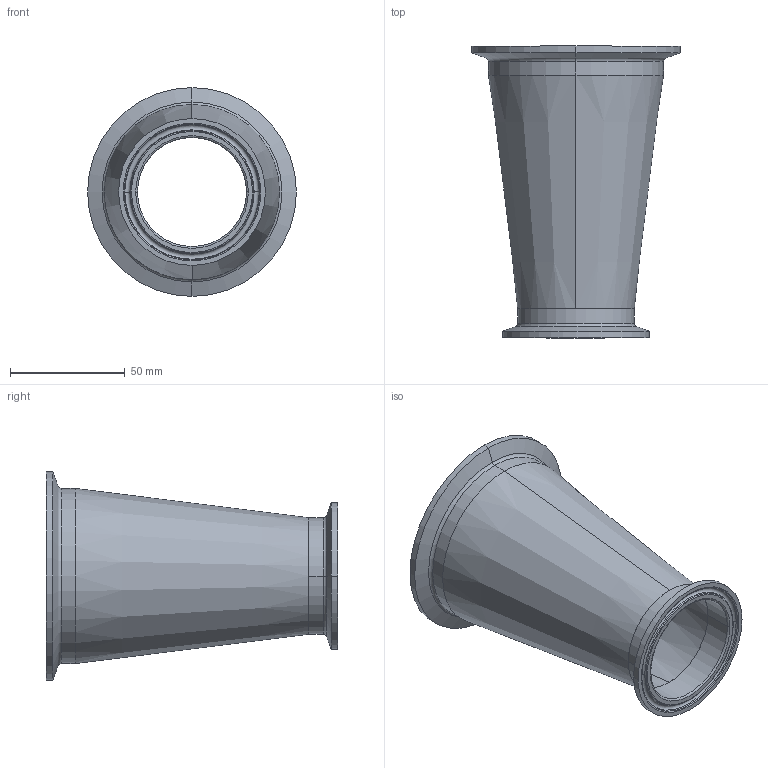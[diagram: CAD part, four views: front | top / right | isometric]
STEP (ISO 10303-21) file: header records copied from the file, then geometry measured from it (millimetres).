
FILE_DESCRIPTION (( 'STEP AP214' ), '1' );
FILE_NAME ('DT21C 76.2x50.8 B.STEP', '2014-03-18T02:53:31', ( '' ), ( '' ), 'SwSTEP 2.0', 'SolidWorks 2013', '' );
FILE_SCHEMA (( 'AUTOMOTIVE_DESIGN' ));
Length unit declared in the file: inch
Products named in the file (4): 21C 50.8; DT21C 76.2x50.8; DT21C 76.2x50.8 B; 21C 76.2
Assembly tree (3 placements, depth 2):
  DT21C 76.2x50.8 B
    DT21C 76.2x50.8
    21C 76.2
    21C 50.8
Bounding box: 90.91 x 127 x 90.91 mm (x, y, z)
Volume: 51986.3 mm3; surface area: 57695.1 mm2
Topology: 3 solids, 3 shells, 58 faces, 116 edges, 66 vertices
Faces by surface type: torus 22, cone 16, cylinder 12, plane 8
Entity records: 1702 total; most frequent: DIRECTION 332, CARTESIAN_POINT 246, ORIENTED_EDGE 232, AXIS2_PLACEMENT_3D 152, EDGE_CURVE 116, CIRCLE 88, VERTEX_POINT 66, EDGE_LOOP 66
